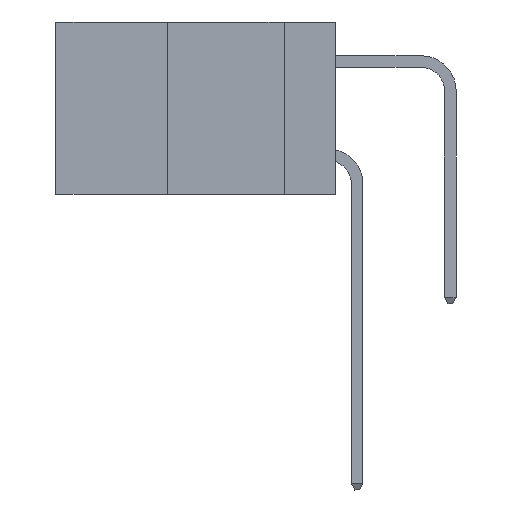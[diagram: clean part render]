
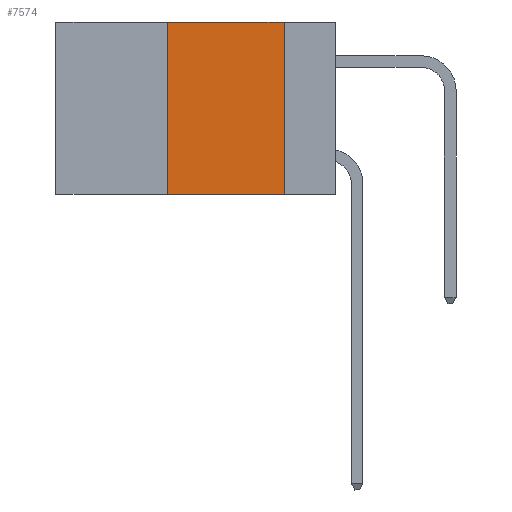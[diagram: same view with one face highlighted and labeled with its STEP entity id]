
A CAD part, left-side view. The second image highlights one B-rep face of the part: STEP entity #7574.
In plain terms, the highlighted planar face has unit normal (-1, 0, 0).
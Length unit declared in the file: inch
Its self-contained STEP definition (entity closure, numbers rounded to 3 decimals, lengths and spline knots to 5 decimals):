
#587 = CARTESIAN_POINT ( 'NONE',  ( 0., 0.11, 0. ) ) ;
#941 = EDGE_CURVE ( 'NONE', #4968, #4603, #12303, .T. ) ;
#1113 = CARTESIAN_POINT ( 'NONE',  ( 0., 0.36, 0. ) ) ;
#1198 = CARTESIAN_POINT ( 'NONE',  ( 0., 0.11, 0. ) ) ;
#1514 = ORIENTED_EDGE ( 'NONE', *, *, #10030, .F. ) ;
#1598 = DIRECTION ( 'NONE',  ( 0., -1., 0. ) ) ;
#1813 = DIRECTION ( 'NONE',  ( 0., 0., -1. ) ) ;
#2106 = LINE ( 'NONE', #2868, #8467 ) ;
#2868 = CARTESIAN_POINT ( 'NONE',  ( 0., 0.6, 0. ) ) ;
#2928 = LINE ( 'NONE', #1113, #6575 ) ;
#3049 = CARTESIAN_POINT ( 'NONE',  ( 0., 0.36, 0. ) ) ;
#3231 = LINE ( 'NONE', #1198, #10537 ) ;
#3274 = VECTOR ( 'NONE', #1598, 39.37008 ) ;
#4603 = VERTEX_POINT ( 'NONE', #6558 ) ;
#4968 = VERTEX_POINT ( 'NONE', #11472 ) ;
#5529 = DIRECTION ( 'NONE',  ( 1., 0., 0. ) ) ;
#5729 = VERTEX_POINT ( 'NONE', #587 ) ;
#5756 = DIRECTION ( 'NONE',  ( 0., -1., 0. ) ) ;
#5884 = DIRECTION ( 'NONE',  ( 0., 0., 1. ) ) ;
#6558 = CARTESIAN_POINT ( 'NONE',  ( 0., 0.11, -0.37 ) ) ;
#6575 = VECTOR ( 'NONE', #5884, 39.37008 ) ;
#6717 = CARTESIAN_POINT ( 'NONE',  ( 0., 0.6, 0. ) ) ;
#7125 = ORIENTED_EDGE ( 'NONE', *, *, #941, .T. ) ;
#7574 = ADVANCED_FACE ( 'NONE', ( #8465 ), #8637, .F. ) ;
#7914 = DIRECTION ( 'NONE',  ( 0., 0., -1. ) ) ;
#8161 = EDGE_CURVE ( 'NONE', #4968, #10991, #2928, .T. ) ;
#8465 = FACE_OUTER_BOUND ( 'NONE', #9697, .T. ) ;
#8467 = VECTOR ( 'NONE', #5756, 39.37008 ) ;
#8637 = PLANE ( 'NONE',  #9154 ) ;
#9154 = AXIS2_PLACEMENT_3D ( 'NONE', #6717, #5529, #1813 ) ;
#9252 = CARTESIAN_POINT ( 'NONE',  ( 0., 0.6, -0.37 ) ) ;
#9697 = EDGE_LOOP ( 'NONE', ( #1514, #12046, #11862, #7125 ) ) ;
#10030 = EDGE_CURVE ( 'NONE', #5729, #4603, #3231, .T. ) ;
#10537 = VECTOR ( 'NONE', #7914, 39.37008 ) ;
#10991 = VERTEX_POINT ( 'NONE', #3049 ) ;
#11472 = CARTESIAN_POINT ( 'NONE',  ( 0., 0.36, -0.37 ) ) ;
#11862 = ORIENTED_EDGE ( 'NONE', *, *, #8161, .F. ) ;
#12046 = ORIENTED_EDGE ( 'NONE', *, *, #12204, .F. ) ;
#12204 = EDGE_CURVE ( 'NONE', #10991, #5729, #2106, .T. ) ;
#12303 = LINE ( 'NONE', #9252, #3274 ) ;
